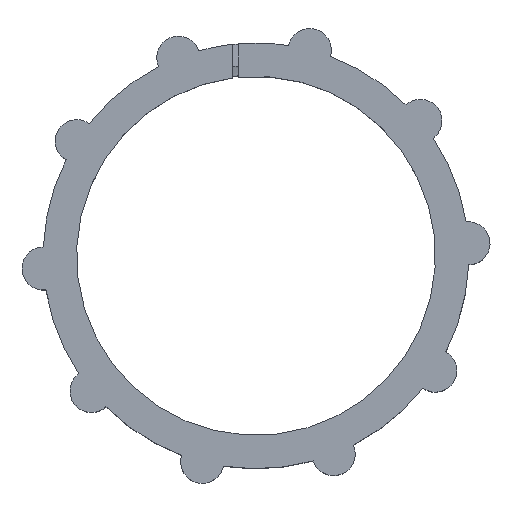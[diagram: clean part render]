
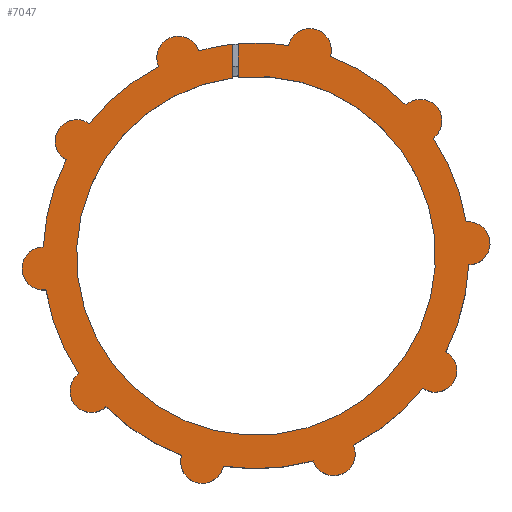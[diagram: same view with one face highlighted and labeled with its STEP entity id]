
A CAD part, top view. The second image highlights one B-rep face of the part: STEP entity #7047.
In plain terms, the highlighted planar face has unit normal (0, 0, 1).
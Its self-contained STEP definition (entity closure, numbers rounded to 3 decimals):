
#1341=PLANE('',#7512);
#1347=FACE_OUTER_BOUND('',#1796,.T.);
#1796=EDGE_LOOP('',(#4538,#4539,#4540,#4541,#4542,#4543,#4544,#4545,#4546,
#4547,#4548,#4549,#4550,#4551,#4552,#4553,#4554,#4555,#4556,#4557,#4558,
#4559,#4560,#4561));
#2246=LINE('',#8489,#2280);
#2250=LINE('',#8497,#2284);
#2280=VECTOR('',#7831,10.);
#2284=VECTOR('',#7837,10.);
#2311=CIRCLE('',#7509,40.826);
#2312=CIRCLE('',#7513,48.426);
#2313=CIRCLE('',#7514,4.9);
#2314=CIRCLE('',#7515,48.426);
#2315=CIRCLE('',#7516,4.9);
#2316=CIRCLE('',#7517,48.426);
#2317=CIRCLE('',#7518,4.9);
#2318=CIRCLE('',#7519,48.426);
#2319=CIRCLE('',#7520,4.9);
#2320=CIRCLE('',#7521,48.426);
#2321=CIRCLE('',#7522,4.9);
#2322=CIRCLE('',#7523,48.426);
#2323=CIRCLE('',#7524,4.9);
#2324=CIRCLE('',#7525,48.426);
#2325=CIRCLE('',#7526,4.9);
#2326=CIRCLE('',#7527,48.426);
#2327=CIRCLE('',#7528,4.9);
#2328=CIRCLE('',#7529,48.426);
#2329=CIRCLE('',#7530,4.9);
#2330=CIRCLE('',#7531,48.426);
#2331=CIRCLE('',#7532,4.9);
#2332=CIRCLE('',#7533,48.426);
#2535=VERTEX_POINT('',#8478);
#2536=VERTEX_POINT('',#8480);
#2539=VERTEX_POINT('',#8488);
#2542=VERTEX_POINT('',#8495);
#2543=VERTEX_POINT('',#8500);
#2544=VERTEX_POINT('',#8502);
#2545=VERTEX_POINT('',#8504);
#2546=VERTEX_POINT('',#8506);
#2547=VERTEX_POINT('',#8508);
#2548=VERTEX_POINT('',#8510);
#2549=VERTEX_POINT('',#8512);
#2550=VERTEX_POINT('',#8514);
#2551=VERTEX_POINT('',#8516);
#2552=VERTEX_POINT('',#8518);
#2553=VERTEX_POINT('',#8520);
#2554=VERTEX_POINT('',#8522);
#2555=VERTEX_POINT('',#8524);
#2556=VERTEX_POINT('',#8526);
#2557=VERTEX_POINT('',#8528);
#2558=VERTEX_POINT('',#8530);
#2559=VERTEX_POINT('',#8532);
#2560=VERTEX_POINT('',#8534);
#2561=VERTEX_POINT('',#8536);
#2562=VERTEX_POINT('',#8538);
#3307=EDGE_CURVE('',#2536,#2535,#2311,.T.);
#3311=EDGE_CURVE('',#2539,#2536,#2246,.T.);
#3315=EDGE_CURVE('',#2535,#2542,#2250,.T.);
#3317=EDGE_CURVE('',#2542,#2543,#2312,.T.);
#3318=EDGE_CURVE('',#2543,#2544,#2313,.T.);
#3319=EDGE_CURVE('',#2544,#2545,#2314,.T.);
#3320=EDGE_CURVE('',#2545,#2546,#2315,.T.);
#3321=EDGE_CURVE('',#2546,#2547,#2316,.T.);
#3322=EDGE_CURVE('',#2547,#2548,#2317,.T.);
#3323=EDGE_CURVE('',#2548,#2549,#2318,.T.);
#3324=EDGE_CURVE('',#2549,#2550,#2319,.T.);
#3325=EDGE_CURVE('',#2550,#2551,#2320,.T.);
#3326=EDGE_CURVE('',#2551,#2552,#2321,.T.);
#3327=EDGE_CURVE('',#2552,#2553,#2322,.T.);
#3328=EDGE_CURVE('',#2553,#2554,#2323,.T.);
#3329=EDGE_CURVE('',#2554,#2555,#2324,.T.);
#3330=EDGE_CURVE('',#2555,#2556,#2325,.T.);
#3331=EDGE_CURVE('',#2556,#2557,#2326,.T.);
#3332=EDGE_CURVE('',#2557,#2558,#2327,.T.);
#3333=EDGE_CURVE('',#2558,#2559,#2328,.T.);
#3334=EDGE_CURVE('',#2559,#2560,#2329,.T.);
#3335=EDGE_CURVE('',#2560,#2561,#2330,.T.);
#3336=EDGE_CURVE('',#2561,#2562,#2331,.T.);
#3337=EDGE_CURVE('',#2562,#2539,#2332,.T.);
#4538=ORIENTED_EDGE('',*,*,#3315,.T.);
#4539=ORIENTED_EDGE('',*,*,#3317,.T.);
#4540=ORIENTED_EDGE('',*,*,#3318,.T.);
#4541=ORIENTED_EDGE('',*,*,#3319,.T.);
#4542=ORIENTED_EDGE('',*,*,#3320,.T.);
#4543=ORIENTED_EDGE('',*,*,#3321,.T.);
#4544=ORIENTED_EDGE('',*,*,#3322,.T.);
#4545=ORIENTED_EDGE('',*,*,#3323,.T.);
#4546=ORIENTED_EDGE('',*,*,#3324,.T.);
#4547=ORIENTED_EDGE('',*,*,#3325,.T.);
#4548=ORIENTED_EDGE('',*,*,#3326,.T.);
#4549=ORIENTED_EDGE('',*,*,#3327,.T.);
#4550=ORIENTED_EDGE('',*,*,#3328,.T.);
#4551=ORIENTED_EDGE('',*,*,#3329,.T.);
#4552=ORIENTED_EDGE('',*,*,#3330,.T.);
#4553=ORIENTED_EDGE('',*,*,#3331,.T.);
#4554=ORIENTED_EDGE('',*,*,#3332,.T.);
#4555=ORIENTED_EDGE('',*,*,#3333,.T.);
#4556=ORIENTED_EDGE('',*,*,#3334,.T.);
#4557=ORIENTED_EDGE('',*,*,#3335,.T.);
#4558=ORIENTED_EDGE('',*,*,#3336,.T.);
#4559=ORIENTED_EDGE('',*,*,#3337,.T.);
#4560=ORIENTED_EDGE('',*,*,#3311,.T.);
#4561=ORIENTED_EDGE('',*,*,#3307,.T.);
#7047=ADVANCED_FACE('',(#1347),#1341,.T.);
#7509=AXIS2_PLACEMENT_3D('',#8481,#7824,#7825);
#7512=AXIS2_PLACEMENT_3D('',#8499,#7839,#7840);
#7513=AXIS2_PLACEMENT_3D('',#8501,#7841,#7842);
#7514=AXIS2_PLACEMENT_3D('',#8503,#7843,#7844);
#7515=AXIS2_PLACEMENT_3D('',#8505,#7845,#7846);
#7516=AXIS2_PLACEMENT_3D('',#8507,#7847,#7848);
#7517=AXIS2_PLACEMENT_3D('',#8509,#7849,#7850);
#7518=AXIS2_PLACEMENT_3D('',#8511,#7851,#7852);
#7519=AXIS2_PLACEMENT_3D('',#8513,#7853,#7854);
#7520=AXIS2_PLACEMENT_3D('',#8515,#7855,#7856);
#7521=AXIS2_PLACEMENT_3D('',#8517,#7857,#7858);
#7522=AXIS2_PLACEMENT_3D('',#8519,#7859,#7860);
#7523=AXIS2_PLACEMENT_3D('',#8521,#7861,#7862);
#7524=AXIS2_PLACEMENT_3D('',#8523,#7863,#7864);
#7525=AXIS2_PLACEMENT_3D('',#8525,#7865,#7866);
#7526=AXIS2_PLACEMENT_3D('',#8527,#7867,#7868);
#7527=AXIS2_PLACEMENT_3D('',#8529,#7869,#7870);
#7528=AXIS2_PLACEMENT_3D('',#8531,#7871,#7872);
#7529=AXIS2_PLACEMENT_3D('',#8533,#7873,#7874);
#7530=AXIS2_PLACEMENT_3D('',#8535,#7875,#7876);
#7531=AXIS2_PLACEMENT_3D('',#8537,#7877,#7878);
#7532=AXIS2_PLACEMENT_3D('',#8539,#7879,#7880);
#7533=AXIS2_PLACEMENT_3D('',#8540,#7881,#7882);
#7824=DIRECTION('center_axis',(0.,0.,-1.));
#7825=DIRECTION('ref_axis',(1.,0.,0.));
#7831=DIRECTION('',(0.,-1.,0.));
#7837=DIRECTION('',(0.,1.,0.));
#7839=DIRECTION('center_axis',(0.,0.,1.));
#7840=DIRECTION('ref_axis',(1.,0.,0.));
#7841=DIRECTION('center_axis',(0.,0.,1.));
#7842=DIRECTION('ref_axis',(-0.108,0.994,0.));
#7843=DIRECTION('center_axis',(0.,0.,1.));
#7844=DIRECTION('ref_axis',(0.948,0.317,0.));
#7845=DIRECTION('center_axis',(0.,0.,1.));
#7846=DIRECTION('ref_axis',(-0.457,0.89,0.));
#7847=DIRECTION('center_axis',(0.,0.,1.));
#7848=DIRECTION('ref_axis',(0.581,0.814,0.));
#7849=DIRECTION('center_axis',(0.,0.,1.));
#7850=DIRECTION('ref_axis',(-0.892,0.451,0.));
#7851=DIRECTION('center_axis',(0.,0.,1.));
#7852=DIRECTION('ref_axis',(-0.009,1.,0.));
#7853=DIRECTION('center_axis',(0.,0.,1.));
#7854=DIRECTION('ref_axis',(-0.987,-0.16,0.));
#7855=DIRECTION('center_axis',(0.,0.,1.));
#7856=DIRECTION('ref_axis',(-0.595,0.804,0.));
#7857=DIRECTION('center_axis',(0.,0.,1.));
#7858=DIRECTION('ref_axis',(-0.705,-0.709,0.));
#7859=DIRECTION('center_axis',(0.,0.,1.));
#7860=DIRECTION('ref_axis',(-0.954,0.301,0.));
#7861=DIRECTION('center_axis',(0.,0.,1.));
#7862=DIRECTION('ref_axis',(-0.153,-0.988,0.));
#7863=DIRECTION('center_axis',(0.,0.,1.));
#7864=DIRECTION('ref_axis',(-0.948,-0.317,0.));
#7865=DIRECTION('center_axis',(0.,0.,1.));
#7866=DIRECTION('ref_axis',(0.457,-0.89,0.));
#7867=DIRECTION('center_axis',(0.,0.,1.));
#7868=DIRECTION('ref_axis',(-0.581,-0.814,0.));
#7869=DIRECTION('center_axis',(0.,0.,1.));
#7870=DIRECTION('ref_axis',(0.892,-0.451,0.));
#7871=DIRECTION('center_axis',(0.,0.,1.));
#7872=DIRECTION('ref_axis',(0.009,-1.,0.));
#7873=DIRECTION('center_axis',(0.,0.,1.));
#7874=DIRECTION('ref_axis',(0.987,0.16,0.));
#7875=DIRECTION('center_axis',(0.,0.,1.));
#7876=DIRECTION('ref_axis',(0.595,-0.804,0.));
#7877=DIRECTION('center_axis',(0.,0.,1.));
#7878=DIRECTION('ref_axis',(0.705,0.709,0.));
#7879=DIRECTION('center_axis',(0.,0.,1.));
#7880=DIRECTION('ref_axis',(0.954,-0.301,0.));
#7881=DIRECTION('center_axis',(0.,0.,1.));
#7882=DIRECTION('ref_axis',(0.153,0.988,0.));
#8478=CARTESIAN_POINT('',(-5.239,40.489,23.));
#8480=CARTESIAN_POINT('',(-4.071,40.623,23.));
#8481=CARTESIAN_POINT('Origin',(0.,0.,23.));
#8488=CARTESIAN_POINT('',(-4.071,48.255,23.));
#8489=CARTESIAN_POINT('',(-4.071,48.255,23.));
#8495=CARTESIAN_POINT('',(-5.239,48.142,23.));
#8497=CARTESIAN_POINT('',(-5.239,48.142,23.));
#8499=CARTESIAN_POINT('Origin',(0.,0.,
23.));
#8500=CARTESIAN_POINT('',(-13.012,46.645,23.));
#8501=CARTESIAN_POINT('Origin',(0.,0.,23.));
#8502=CARTESIAN_POINT('',(-22.126,43.076,23.));
#8503=CARTESIAN_POINT('Origin',(-17.66,45.092,23.));
#8504=CARTESIAN_POINT('',(-37.945,30.088,23.));
#8505=CARTESIAN_POINT('Origin',(0.,0.,23.));
#8506=CARTESIAN_POINT('',(-43.22,21.844,23.));
#8507=CARTESIAN_POINT('Origin',(-40.791,26.1,23.));
#8508=CARTESIAN_POINT('',(-48.383,2.039,23.));
#8509=CARTESIAN_POINT('Origin',(0.,0.,23.));
#8510=CARTESIAN_POINT('',(-47.805,-7.732,23.));
#8511=CARTESIAN_POINT('Origin',(-48.342,-2.861,23.));
#8512=CARTESIAN_POINT('',(-40.341,-26.79,23.));
#8513=CARTESIAN_POINT('Origin',(0.,0.,23.));
#8514=CARTESIAN_POINT('',(-34.131,-34.354,23.));
#8515=CARTESIAN_POINT('Origin',(-37.428,-30.729,23.));
#8516=CARTESIAN_POINT('',(-16.89,-45.385,23.));
#8517=CARTESIAN_POINT('Origin',(0.,0.,23.));
#8518=CARTESIAN_POINT('',(-7.419,-47.855,23.));
#8519=CARTESIAN_POINT('Origin',(-12.217,-46.86,23.));
#8520=CARTESIAN_POINT('',(13.012,-46.645,23.));
#8521=CARTESIAN_POINT('Origin',(0.,0.,23.));
#8522=CARTESIAN_POINT('',(22.126,-43.076,23.));
#8523=CARTESIAN_POINT('Origin',(17.66,-45.092,23.));
#8524=CARTESIAN_POINT('',(37.945,-30.088,23.));
#8525=CARTESIAN_POINT('Origin',(0.,0.,23.));
#8526=CARTESIAN_POINT('',(43.22,-21.844,23.));
#8527=CARTESIAN_POINT('Origin',(40.791,-26.1,23.));
#8528=CARTESIAN_POINT('',(48.383,-2.039,23.));
#8529=CARTESIAN_POINT('Origin',(0.,0.,23.));
#8530=CARTESIAN_POINT('',(47.805,7.732,23.));
#8531=CARTESIAN_POINT('Origin',(48.342,2.861,23.));
#8532=CARTESIAN_POINT('',(40.341,26.79,23.));
#8533=CARTESIAN_POINT('Origin',(0.,0.,23.));
#8534=CARTESIAN_POINT('',(34.131,34.354,23.));
#8535=CARTESIAN_POINT('Origin',(37.428,30.729,23.));
#8536=CARTESIAN_POINT('',(16.89,45.385,23.));
#8537=CARTESIAN_POINT('Origin',(0.,0.,23.));
#8538=CARTESIAN_POINT('',(7.419,47.855,23.));
#8539=CARTESIAN_POINT('Origin',(12.217,46.86,23.));
#8540=CARTESIAN_POINT('Origin',(0.,0.,23.));
